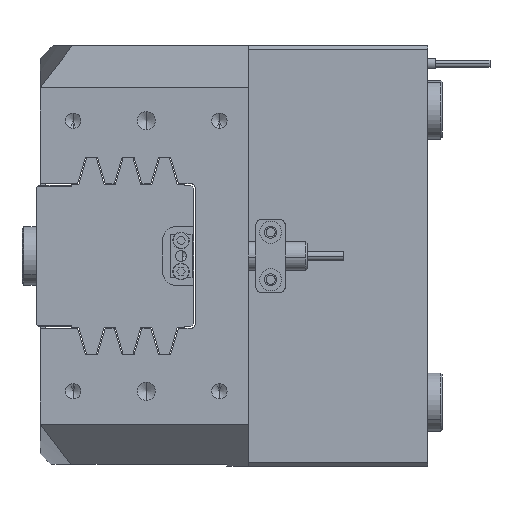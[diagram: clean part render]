
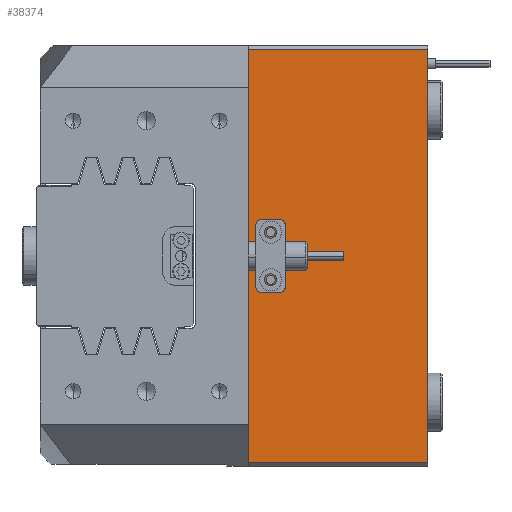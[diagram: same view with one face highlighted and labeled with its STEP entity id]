
A CAD part, left-side view. The second image highlights one B-rep face of the part: STEP entity #38374.
In plain terms, the highlighted planar face has unit normal (-1, 0, 0).
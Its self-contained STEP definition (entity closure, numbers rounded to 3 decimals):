
#227 = DIRECTION ( 'NONE',  ( 1., 0., 0. ) ) ;
#571 = EDGE_CURVE ( 'NONE', #38968, #41010, #13799, .T. ) ;
#854 = CARTESIAN_POINT ( 'NONE',  ( -93., -20.5, -6.5 ) ) ;
#1462 = FACE_BOUND ( 'NONE', #17167, .T. ) ;
#2305 = DIRECTION ( 'NONE',  ( 0., 0., 1. ) ) ;
#2445 = ORIENTED_EDGE ( 'NONE', *, *, #22079, .T. ) ;
#4178 = VECTOR ( 'NONE', #37808, 1000. ) ;
#4222 = CARTESIAN_POINT ( 'NONE',  ( -93., -63.5, 56.5 ) ) ;
#4842 = DIRECTION ( 'NONE',  ( -1., 0., 0. ) ) ;
#7709 = CARTESIAN_POINT ( 'NONE',  ( -93., -20.5, 6.5 ) ) ;
#8465 = EDGE_LOOP ( 'NONE', ( #33594, #23591, #35716, #2445 ) ) ;
#8716 = EDGE_CURVE ( 'NONE', #40774, #40678, #22811, .T. ) ;
#8880 = FACE_OUTER_BOUND ( 'NONE', #8465, .T. ) ;
#8924 = DIRECTION ( 'NONE',  ( -1., 0., 0. ) ) ;
#9770 = DIRECTION ( 'NONE',  ( 0., 0., 1. ) ) ;
#10010 = CARTESIAN_POINT ( 'NONE',  ( -93., -14.5, -56.5 ) ) ;
#10775 = DIRECTION ( 'NONE',  ( -1., 0., 0. ) ) ;
#11133 = LINE ( 'NONE', #34899, #4178 ) ;
#11418 = CARTESIAN_POINT ( 'NONE',  ( -93., -14.5, 56.5 ) ) ;
#12069 = ORIENTED_EDGE ( 'NONE', *, *, #8716, .F. ) ;
#13799 = LINE ( 'NONE', #29482, #39184 ) ;
#14403 = EDGE_LOOP ( 'NONE', ( #18890, #27306 ) ) ;
#14533 = CARTESIAN_POINT ( 'NONE',  ( -93., -14.5, 57.5 ) ) ;
#14609 = ORIENTED_EDGE ( 'NONE', *, *, #33556, .F. ) ;
#17071 = CARTESIAN_POINT ( 'NONE',  ( -93., -63.5, -56.5 ) ) ;
#17167 = EDGE_LOOP ( 'NONE', ( #12069, #14609 ) ) ;
#17549 = CARTESIAN_POINT ( 'NONE',  ( -93., -20.5, 7.75 ) ) ;
#17621 = LINE ( 'NONE', #14533, #32564 ) ;
#17877 = VERTEX_POINT ( 'NONE', #11418 ) ;
#18160 = CARTESIAN_POINT ( 'NONE',  ( -93., -20.5, -5.25 ) ) ;
#18890 = ORIENTED_EDGE ( 'NONE', *, *, #34072, .F. ) ;
#19068 = EDGE_CURVE ( 'NONE', #17877, #38968, #17621, .T. ) ;
#19214 = CARTESIAN_POINT ( 'NONE',  ( -93., -63.5, 57.5 ) ) ;
#19648 = AXIS2_PLACEMENT_3D ( 'NONE', #28845, #22850, #9770 ) ;
#19726 = CARTESIAN_POINT ( 'NONE',  ( -93., -20.5, -7.75 ) ) ;
#20191 = EDGE_CURVE ( 'NONE', #20995, #41010, #11133, .T. ) ;
#20254 = AXIS2_PLACEMENT_3D ( 'NONE', #19214, #227, #37864 ) ;
#20995 = VERTEX_POINT ( 'NONE', #4222 ) ;
#21863 = CIRCLE ( 'NONE', #35655, 1.25 ) ;
#22009 = PLANE ( 'NONE',  #20254 ) ;
#22064 = CIRCLE ( 'NONE', #19648, 1.25 ) ;
#22079 = EDGE_CURVE ( 'NONE', #20995, #17877, #25541, .T. ) ;
#22811 = CIRCLE ( 'NONE', #26294, 1.25 ) ;
#22850 = DIRECTION ( 'NONE',  ( -1., 0., 0. ) ) ;
#23123 = CIRCLE ( 'NONE', #31128, 1.25 ) ;
#23560 = VECTOR ( 'NONE', #28864, 1000. ) ;
#23591 = ORIENTED_EDGE ( 'NONE', *, *, #571, .T. ) ;
#24950 = EDGE_CURVE ( 'NONE', #28794, #26011, #21863, .T. ) ;
#25541 = LINE ( 'NONE', #25663, #23560 ) ;
#25663 = CARTESIAN_POINT ( 'NONE',  ( -93., -63.5, 56.5 ) ) ;
#26011 = VERTEX_POINT ( 'NONE', #18160 ) ;
#26294 = AXIS2_PLACEMENT_3D ( 'NONE', #7709, #10775, #33327 ) ;
#27306 = ORIENTED_EDGE ( 'NONE', *, *, #24950, .F. ) ;
#28794 = VERTEX_POINT ( 'NONE', #19726 ) ;
#28845 = CARTESIAN_POINT ( 'NONE',  ( -93., -20.5, 6.5 ) ) ;
#28864 = DIRECTION ( 'NONE',  ( 0., 1., 0. ) ) ;
#29482 = CARTESIAN_POINT ( 'NONE',  ( -93., -63.5, -56.5 ) ) ;
#30563 = DIRECTION ( 'NONE',  ( 0., 0., -1. ) ) ;
#31128 = AXIS2_PLACEMENT_3D ( 'NONE', #854, #4842, #36578 ) ;
#32449 = CARTESIAN_POINT ( 'NONE',  ( -93., -20.5, 5.25 ) ) ;
#32564 = VECTOR ( 'NONE', #30563, 1000. ) ;
#33327 = DIRECTION ( 'NONE',  ( 0., 0., 1. ) ) ;
#33556 = EDGE_CURVE ( 'NONE', #40678, #40774, #22064, .T. ) ;
#33594 = ORIENTED_EDGE ( 'NONE', *, *, #19068, .T. ) ;
#34072 = EDGE_CURVE ( 'NONE', #26011, #28794, #23123, .T. ) ;
#34899 = CARTESIAN_POINT ( 'NONE',  ( -93., -63.5, 57.5 ) ) ;
#35655 = AXIS2_PLACEMENT_3D ( 'NONE', #37170, #8924, #2305 ) ;
#35716 = ORIENTED_EDGE ( 'NONE', *, *, #20191, .F. ) ;
#36578 = DIRECTION ( 'NONE',  ( 0., 0., 1. ) ) ;
#37170 = CARTESIAN_POINT ( 'NONE',  ( -93., -20.5, -6.5 ) ) ;
#37808 = DIRECTION ( 'NONE',  ( 0., 0., -1. ) ) ;
#37864 = DIRECTION ( 'NONE',  ( 0., 1., 0. ) ) ;
#38374 = ADVANCED_FACE ( 'NONE', ( #39723, #1462, #8880 ), #22009, .F. ) ;
#38968 = VERTEX_POINT ( 'NONE', #10010 ) ;
#39184 = VECTOR ( 'NONE', #39193, 1000. ) ;
#39193 = DIRECTION ( 'NONE',  ( 0., -1., 0. ) ) ;
#39723 = FACE_BOUND ( 'NONE', #14403, .T. ) ;
#40678 = VERTEX_POINT ( 'NONE', #32449 ) ;
#40774 = VERTEX_POINT ( 'NONE', #17549 ) ;
#41010 = VERTEX_POINT ( 'NONE', #17071 ) ;
